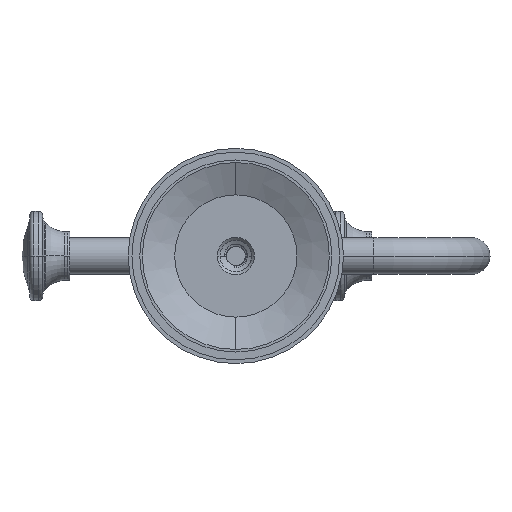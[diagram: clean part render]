
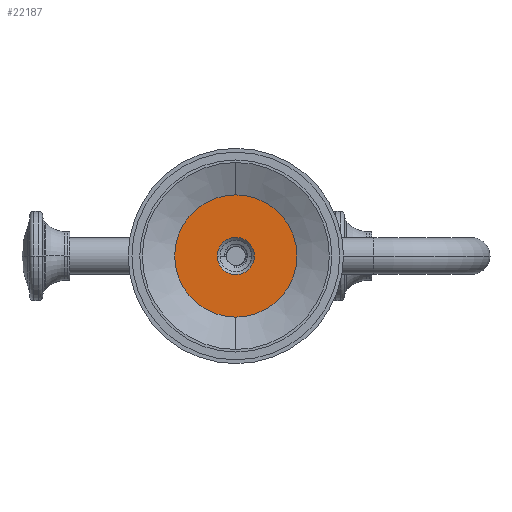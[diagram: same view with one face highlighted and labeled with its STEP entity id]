
A CAD part, left-side view. The second image highlights one B-rep face of the part: STEP entity #22187.
In plain terms, the highlighted face is planar.
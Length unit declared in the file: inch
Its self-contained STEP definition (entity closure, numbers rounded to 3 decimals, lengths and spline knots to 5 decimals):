
#7308=CARTESIAN_POINT('',(0.,0.02,0.));
#7309=DIRECTION('',(0.,-1.,0.));
#7310=DIRECTION('',(0.,0.,1.));
#7311=AXIS2_PLACEMENT_3D('',#7308,#7309,#7310);
#7313=CARTESIAN_POINT('',(0.,0.02,0.));
#7314=DIRECTION('',(0.,-1.,0.));
#7315=DIRECTION('',(0.,0.,-1.));
#7316=AXIS2_PLACEMENT_3D('',#7313,#7314,#7315);
#7318=CARTESIAN_POINT('',(0.,0.02,0.));
#7319=DIRECTION('',(0.,-1.,0.));
#7320=DIRECTION('',(-1.,0.,0.));
#7321=AXIS2_PLACEMENT_3D('',#7318,#7319,#7320);
#7323=CARTESIAN_POINT('',(0.,0.02,0.));
#7324=DIRECTION('',(0.,-1.,0.));
#7325=DIRECTION('',(1.,0.,0.));
#7326=AXIS2_PLACEMENT_3D('',#7323,#7324,#7325);
#7479=CARTESIAN_POINT('',(0.,0.02,0.685));
#7480=CARTESIAN_POINT('',(0.,0.02,-0.685));
#7481=VERTEX_POINT('',#7479);
#7482=VERTEX_POINT('',#7480);
#7495=CARTESIAN_POINT('',(-0.19,0.02,0.));
#7496=CARTESIAN_POINT('',(0.19,0.02,0.));
#7497=VERTEX_POINT('',#7495);
#7498=VERTEX_POINT('',#7496);
#22171=CARTESIAN_POINT('',(0.,0.02,0.));
#22172=DIRECTION('',(0.,-1.,0.));
#22173=DIRECTION('',(0.,0.,1.));
#22174=AXIS2_PLACEMENT_3D('',#22171,#22172,#22173);
#22175=PLANE('',#22174);
#22177=ORIENTED_EDGE('',*,*,#22176,.F.);
#22179=ORIENTED_EDGE('',*,*,#22178,.F.);
#22180=EDGE_LOOP('',(#22177,#22179));
#22181=FACE_OUTER_BOUND('',#22180,.F.);
#22182=ORIENTED_EDGE('',*,*,#22161,.T.);
#22184=ORIENTED_EDGE('',*,*,#22183,.T.);
#22185=EDGE_LOOP('',(#22182,#22184));
#22186=FACE_BOUND('',#22185,.F.);
#22187=ADVANCED_FACE('',(#22181,#22186),#22175,.T.);
#7312=CIRCLE('',#7311,0.685);
#7317=CIRCLE('',#7316,0.685);
#7322=CIRCLE('',#7321,0.19);
#7327=CIRCLE('',#7326,0.19);
#22161=EDGE_CURVE('',#7497,#7498,#7322,.T.);
#22176=EDGE_CURVE('',#7481,#7482,#7312,.T.);
#22178=EDGE_CURVE('',#7482,#7481,#7317,.T.);
#22183=EDGE_CURVE('',#7498,#7497,#7327,.T.);
